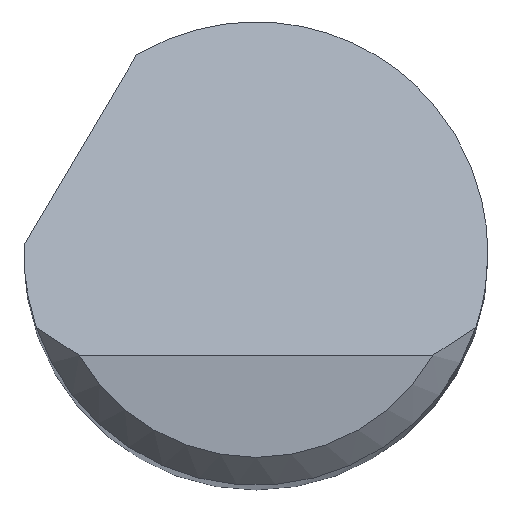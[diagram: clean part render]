
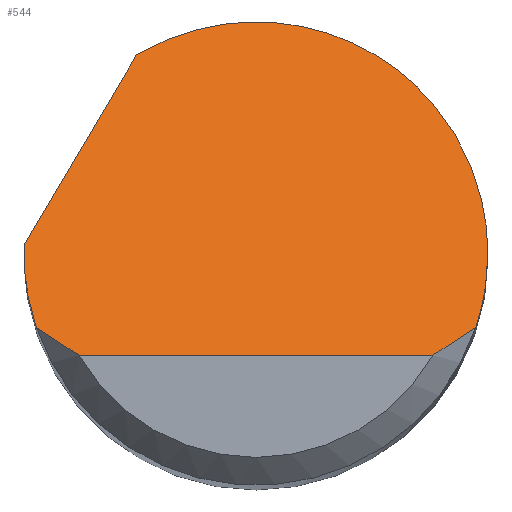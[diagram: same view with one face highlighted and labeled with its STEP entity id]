
A CAD part, top view. The second image highlights one B-rep face of the part: STEP entity #544.
In plain terms, the highlighted planar face has unit normal (0, 0.707, 0.707).
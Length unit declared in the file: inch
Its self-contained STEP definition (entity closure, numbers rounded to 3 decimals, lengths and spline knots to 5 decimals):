
#1 = CARTESIAN_POINT ( 'NONE',  ( -0.12497, 0.00333, 2.94167 ) ) ;
#9 = CARTESIAN_POINT ( 'NONE',  ( -0.1249, 0.005, 2.94 ) ) ;
#37 = DIRECTION ( 'NONE',  ( 0., -0.707, -0.707 ) ) ;
#42 = CARTESIAN_POINT ( 'NONE',  ( 0.125, 0., 2.945 ) ) ;
#64 = CARTESIAN_POINT ( 'NONE',  ( -0.15516, -0.04606, 2.99106 ) ) ;
#71 = DIRECTION ( 'NONE',  ( 0., 0.707, -0.707 ) ) ;
#87 =( BOUNDED_CURVE ( )  B_SPLINE_CURVE ( 3, ( #928, #696, #160, #470 ),
 .UNSPECIFIED., .F., .F. ) 
 B_SPLINE_CURVE_WITH_KNOTS ( ( 4, 4 ),
 ( 4.38666, 4.71239 ),
 .UNSPECIFIED. ) 
 CURVE ( )  GEOMETRIC_REPRESENTATION_ITEM ( )  RATIONAL_B_SPLINE_CURVE ( ( 1., 0.991, 0.991, 1. ) ) 
 REPRESENTATION_ITEM ( '' )  );
#96 = DIRECTION ( 'NONE',  ( 1., 0., 0. ) ) ;
#122 = ORIENTED_EDGE ( 'NONE', *, *, #973, .T. ) ;
#160 = CARTESIAN_POINT ( 'NONE',  ( -0.125, -0.01363, 2.95863 ) ) ;
#172 = CARTESIAN_POINT ( 'NONE',  ( -0.11843, -0.04, 2.985 ) ) ;
#176 = LINE ( 'NONE', #64, #320 ) ;
#201 = VERTEX_POINT ( 'NONE', #823 ) ;
#204 = EDGE_CURVE ( 'NONE', #201, #1125, #1422, .T. ) ;
#205 = CARTESIAN_POINT ( 'NONE',  ( -0.1249, 0.005, 2.94 ) ) ;
#227 = ORIENTED_EDGE ( 'NONE', *, *, #692, .T. ) ;
#237 = CARTESIAN_POINT ( 'NONE',  ( -0.125, 0., 2.945 ) ) ;
#241 = VECTOR ( 'NONE', #96, 39.37008 ) ;
#253 = ORIENTED_EDGE ( 'NONE', *, *, #915, .F. ) ;
#307 = CARTESIAN_POINT ( 'NONE',  ( 0.09526, -0.055, 3. ) ) ;
#320 = VECTOR ( 'NONE', #504, 39.37008 ) ;
#325 = CARTESIAN_POINT ( 'NONE',  ( 0.125, -0.01363, 2.95863 ) ) ;
#339 = ORIENTED_EDGE ( 'NONE', *, *, #204, .T. ) ;
#352 = CARTESIAN_POINT ( 'NONE',  ( 0.11843, -0.04, 2.985 ) ) ;
#415 = LINE ( 'NONE', #966, #241 ) ;
#435 = CARTESIAN_POINT ( 'NONE',  ( 0.11107, -0.04528, 2.99028 ) ) ;
#459 = ORIENTED_EDGE ( 'NONE', *, *, #1033, .F. ) ;
#470 = CARTESIAN_POINT ( 'NONE',  ( -0.125, 0., 2.945 ) ) ;
#504 = DIRECTION ( 'NONE',  ( 0.386, 0.652, -0.652 ) ) ;
#526 =( BOUNDED_CURVE ( )  B_SPLINE_CURVE ( 3, ( #989, #756, #1, #9 ),
 .UNSPECIFIED., .F., .F. ) 
 B_SPLINE_CURVE_WITH_KNOTS ( ( 4, 4 ),
 ( 4.71239, 4.7524 ),
 .UNSPECIFIED. ) 
 CURVE ( )  GEOMETRIC_REPRESENTATION_ITEM ( )  RATIONAL_B_SPLINE_CURVE ( ( 1., 1., 1., 1. ) ) 
 REPRESENTATION_ITEM ( '' )  );
#542 = VERTEX_POINT ( 'NONE', #237 ) ;
#544 = ADVANCED_FACE ( 'NONE', ( #1401 ), #1318, .F. ) ;
#600 = EDGE_LOOP ( 'NONE', ( #227, #122, #1355, #253, #1262, #706, #459, #339 ) ) ;
#610 = CARTESIAN_POINT ( 'NONE',  ( -0.11107, -0.04528, 2.99028 ) ) ;
#687 = VERTEX_POINT ( 'NONE', #42 ) ;
#692 = EDGE_CURVE ( 'NONE', #1125, #1111, #415, .T. ) ;
#696 = CARTESIAN_POINT ( 'NONE',  ( -0.12279, -0.02708, 2.97208 ) ) ;
#706 = ORIENTED_EDGE ( 'NONE', *, *, #1358, .F. ) ;
#756 = CARTESIAN_POINT ( 'NONE',  ( -0.125, 0.00167, 2.94333 ) ) ;
#764 = CARTESIAN_POINT ( 'NONE',  ( 0.125, 0., 2.945 ) ) ;
#777 = CARTESIAN_POINT ( 'NONE',  ( 0.125, 0.10961, 2.83539 ) ) ;
#823 = CARTESIAN_POINT ( 'NONE',  ( -0.11843, -0.04, 2.985 ) ) ;
#863 = EDGE_CURVE ( 'NONE', #687, #1080, #919, .T. ) ;
#869 = CARTESIAN_POINT ( 'NONE',  ( 0.12279, -0.02708, 2.97208 ) ) ;
#915 = EDGE_CURVE ( 'NONE', #1142, #687, #1225, .T. ) ;
#919 =( BOUNDED_CURVE ( )  B_SPLINE_CURVE ( 3, ( #1104, #325, #869, #352 ),
 .UNSPECIFIED., .F., .T. ) 
 B_SPLINE_CURVE_WITH_KNOTS ( ( 4, 4 ),
 ( 1.5708, 1.89653 ),
 .UNSPECIFIED. ) 
 CURVE ( )  GEOMETRIC_REPRESENTATION_ITEM ( )  RATIONAL_B_SPLINE_CURVE ( ( 1., 0.991, 0.991, 1. ) ) 
 REPRESENTATION_ITEM ( '' )  );
#925 = CARTESIAN_POINT ( 'NONE',  ( -0.09526, -0.055, 3. ) ) ;
#928 = CARTESIAN_POINT ( 'NONE',  ( -0.11843, -0.04, 2.985 ) ) ;
#966 = CARTESIAN_POINT ( 'NONE',  ( 0., -0.055, 3. ) ) ;
#973 = EDGE_CURVE ( 'NONE', #1111, #1080, #1014, .T. ) ;
#986 = CARTESIAN_POINT ( 'NONE',  ( 0.09526, -0.055, 3. ) ) ;
#989 = CARTESIAN_POINT ( 'NONE',  ( -0.125, 0., 2.945 ) ) ;
#1006 = CARTESIAN_POINT ( 'NONE',  ( -0.06437, 0.10715, 2.83785 ) ) ;
#1014 = B_SPLINE_CURVE_WITH_KNOTS ( 'NONE', 3,
 ( #986, #1433, #435, #1213 ),
 .UNSPECIFIED., .F., .F.,
 ( 4, 4 ),
 ( 0., 0.0008 ),
 .UNSPECIFIED. ) ;
#1033 = EDGE_CURVE ( 'NONE', #201, #542, #87, .T. ) ;
#1040 = CARTESIAN_POINT ( 'NONE',  ( -0.125, -0.055, 3. ) ) ;
#1080 = VERTEX_POINT ( 'NONE', #1124 ) ;
#1104 = CARTESIAN_POINT ( 'NONE',  ( 0.125, 0., 2.945 ) ) ;
#1110 = CARTESIAN_POINT ( 'NONE',  ( 0.0296, 0.1636, 2.7814 ) ) ;
#1111 = VERTEX_POINT ( 'NONE', #307 ) ;
#1124 = CARTESIAN_POINT ( 'NONE',  ( 0.11843, -0.04, 2.985 ) ) ;
#1125 = VERTEX_POINT ( 'NONE', #1414 ) ;
#1142 = VERTEX_POINT ( 'NONE', #1391 ) ;
#1159 = CARTESIAN_POINT ( 'NONE',  ( -0.10339, -0.05031, 2.99531 ) ) ;
#1213 = CARTESIAN_POINT ( 'NONE',  ( 0.11843, -0.04, 2.985 ) ) ;
#1225 =( BOUNDED_CURVE ( )  B_SPLINE_CURVE ( 3, ( #1006, #1110, #777, #764 ),
 .UNSPECIFIED., .F., .T. ) 
 B_SPLINE_CURVE_WITH_KNOTS ( ( 4, 4 ),
 ( 5.74227, 7.85398 ),
 .UNSPECIFIED. ) 
 CURVE ( )  GEOMETRIC_REPRESENTATION_ITEM ( )  RATIONAL_B_SPLINE_CURVE ( ( 1., 0.662, 0.662, 1. ) ) 
 REPRESENTATION_ITEM ( '' )  );
#1262 = ORIENTED_EDGE ( 'NONE', *, *, #1322, .F. ) ;
#1318 = PLANE ( 'NONE',  #1349 ) ;
#1322 = EDGE_CURVE ( 'NONE', #1417, #1142, #176, .T. ) ;
#1349 = AXIS2_PLACEMENT_3D ( 'NONE', #1040, #37, #71 ) ;
#1355 = ORIENTED_EDGE ( 'NONE', *, *, #863, .F. ) ;
#1358 = EDGE_CURVE ( 'NONE', #542, #1417, #526, .T. ) ;
#1391 = CARTESIAN_POINT ( 'NONE',  ( -0.06437, 0.10715, 2.83785 ) ) ;
#1401 = FACE_OUTER_BOUND ( 'NONE', #600, .T. ) ;
#1414 = CARTESIAN_POINT ( 'NONE',  ( -0.09526, -0.055, 3. ) ) ;
#1417 = VERTEX_POINT ( 'NONE', #205 ) ;
#1422 = B_SPLINE_CURVE_WITH_KNOTS ( 'NONE', 3,
 ( #172, #610, #1159, #925 ),
 .UNSPECIFIED., .F., .F.,
 ( 4, 4 ),
 ( 0., 0.0008 ),
 .UNSPECIFIED. ) ;
#1433 = CARTESIAN_POINT ( 'NONE',  ( 0.10339, -0.05031, 2.99531 ) ) ;
